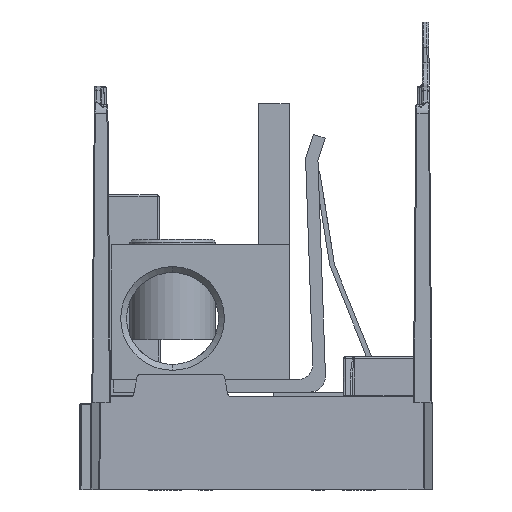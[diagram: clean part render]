
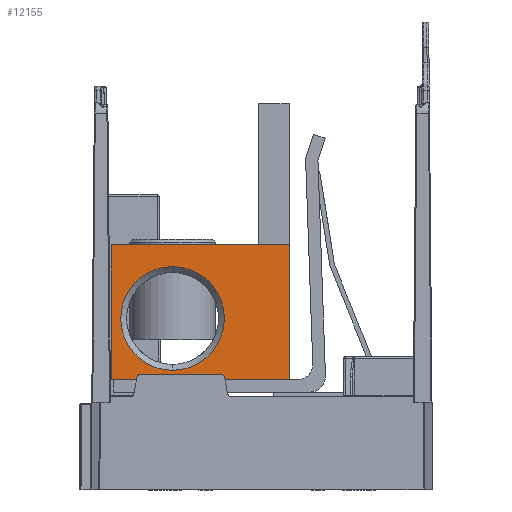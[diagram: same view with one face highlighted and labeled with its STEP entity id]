
A CAD part, left-side view. The second image highlights one B-rep face of the part: STEP entity #12155.
In plain terms, the highlighted planar face has unit normal (-1, 0, 0).
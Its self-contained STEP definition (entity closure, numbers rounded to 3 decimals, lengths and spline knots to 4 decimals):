
#1014 = AXIS2_PLACEMENT_3D ( 'NONE', #25530, #9398, #2093 ) ;
#1343 = DIRECTION ( 'NONE',  ( 0., 0., -1. ) ) ;
#1540 = DIRECTION ( 'NONE',  ( 0., -1., 0. ) ) ;
#1664 = AXIS2_PLACEMENT_3D ( 'NONE', #40468, #44851, #13132 ) ;
#1863 = EDGE_CURVE ( 'NONE', #40320, #30557, #22120, .T. ) ;
#2093 = DIRECTION ( 'NONE',  ( 0., 0., 1. ) ) ;
#2260 = ORIENTED_EDGE ( 'NONE', *, *, #29484, .T. ) ;
#5214 = CARTESIAN_POINT ( 'NONE',  ( -3.4666, -0.3027, 0.2679 ) ) ;
#5338 = EDGE_LOOP ( 'NONE', ( #38572, #2260 ) ) ;
#6153 = PLANE ( 'NONE',  #12562 ) ;
#6745 = CARTESIAN_POINT ( 'NONE',  ( -3.4666, 1.1973, -1.1073 ) ) ;
#8508 = LINE ( 'NONE', #24404, #25026 ) ;
#9398 = DIRECTION ( 'NONE',  ( 1., 0., 0. ) ) ;
#11407 = DIRECTION ( 'NONE',  ( 0., 0., 1. ) ) ;
#12155 = ADVANCED_FACE ( 'NONE', ( #21045, #37132 ), #6153, .T. ) ;
#12562 = AXIS2_PLACEMENT_3D ( 'NONE', #22047, #37381, #33982 ) ;
#13132 = DIRECTION ( 'NONE',  ( 0., 0., 1. ) ) ;
#13764 = CARTESIAN_POINT ( 'NONE',  ( -3.4666, -0.6149, 0.2679 ) ) ;
#15598 = ORIENTED_EDGE ( 'NONE', *, *, #46469, .F. ) ;
#15938 = CARTESIAN_POINT ( 'NONE',  ( -3.4666, 0.5733, 0.0462 ) ) ;
#16063 = DIRECTION ( 'NONE',  ( 0., -1., 0. ) ) ;
#16343 = CARTESIAN_POINT ( 'NONE',  ( -3.4666, -0.6149, -1.1073 ) ) ;
#17430 = VERTEX_POINT ( 'NONE', #47078 ) ;
#18334 = VECTOR ( 'NONE', #11407, 39.3701 ) ;
#19571 = EDGE_CURVE ( 'NONE', #17430, #44583, #33087, .T. ) ;
#21045 = FACE_BOUND ( 'NONE', #5338, .T. ) ;
#22047 = CARTESIAN_POINT ( 'NONE',  ( -3.4666, -0.6149, 1.7049 ) ) ;
#22120 = LINE ( 'NONE', #37972, #18334 ) ;
#23479 = CIRCLE ( 'NONE', #1014, 0.5283 ) ;
#24404 = CARTESIAN_POINT ( 'NONE',  ( -3.4666, -0.6149, -1.1073 ) ) ;
#25026 = VECTOR ( 'NONE', #16063, 39.3701 ) ;
#25510 = ORIENTED_EDGE ( 'NONE', *, *, #28840, .T. ) ;
#25530 = CARTESIAN_POINT ( 'NONE',  ( -3.4666, 0.5733, -0.4821 ) ) ;
#28680 = ORIENTED_EDGE ( 'NONE', *, *, #1863, .T. ) ;
#28840 = EDGE_CURVE ( 'NONE', #44583, #40320, #8508, .T. ) ;
#29484 = EDGE_CURVE ( 'NONE', #47125, #35791, #23479, .T. ) ;
#30557 = VERTEX_POINT ( 'NONE', #13764 ) ;
#32767 = ORIENTED_EDGE ( 'NONE', *, *, #19571, .T. ) ;
#33087 = LINE ( 'NONE', #41157, #35809 ) ;
#33982 = DIRECTION ( 'NONE',  ( 0., -1., 0. ) ) ;
#35791 = VERTEX_POINT ( 'NONE', #15938 ) ;
#35809 = VECTOR ( 'NONE', #1343, 39.3701 ) ;
#37056 = EDGE_CURVE ( 'NONE', #35791, #47125, #50665, .T. ) ;
#37132 = FACE_OUTER_BOUND ( 'NONE', #38399, .T. ) ;
#37381 = DIRECTION ( 'NONE',  ( -1., 0., 0. ) ) ;
#37972 = CARTESIAN_POINT ( 'NONE',  ( -3.4666, -0.6149, -1.1073 ) ) ;
#38399 = EDGE_LOOP ( 'NONE', ( #28680, #15598, #32767, #25510 ) ) ;
#38572 = ORIENTED_EDGE ( 'NONE', *, *, #37056, .T. ) ;
#40320 = VERTEX_POINT ( 'NONE', #16343 ) ;
#40468 = CARTESIAN_POINT ( 'NONE',  ( -3.4666, 0.5733, -0.4821 ) ) ;
#40859 = VECTOR ( 'NONE', #1540, 39.3701 ) ;
#40872 = CARTESIAN_POINT ( 'NONE',  ( -3.4666, 0.5733, -1.0105 ) ) ;
#41157 = CARTESIAN_POINT ( 'NONE',  ( -3.4666, 1.1973, 1.7049 ) ) ;
#44583 = VERTEX_POINT ( 'NONE', #6745 ) ;
#44851 = DIRECTION ( 'NONE',  ( 1., 0., 0. ) ) ;
#46469 = EDGE_CURVE ( 'NONE', #17430, #30557, #48913, .T. ) ;
#47078 = CARTESIAN_POINT ( 'NONE',  ( -3.4666, 1.1973, 0.2679 ) ) ;
#47125 = VERTEX_POINT ( 'NONE', #40872 ) ;
#48913 = LINE ( 'NONE', #5214, #40859 ) ;
#50665 = CIRCLE ( 'NONE', #1664, 0.5283 ) ;
